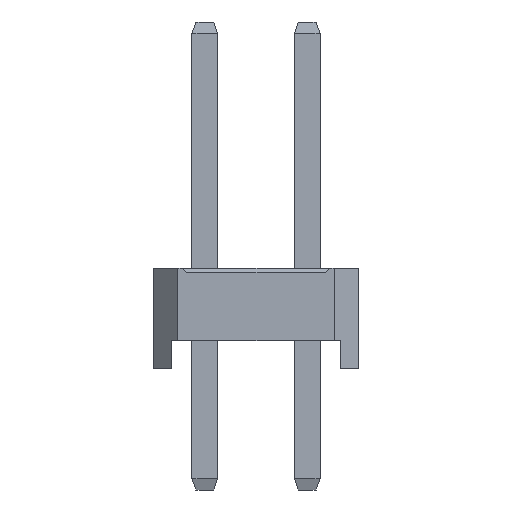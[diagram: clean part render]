
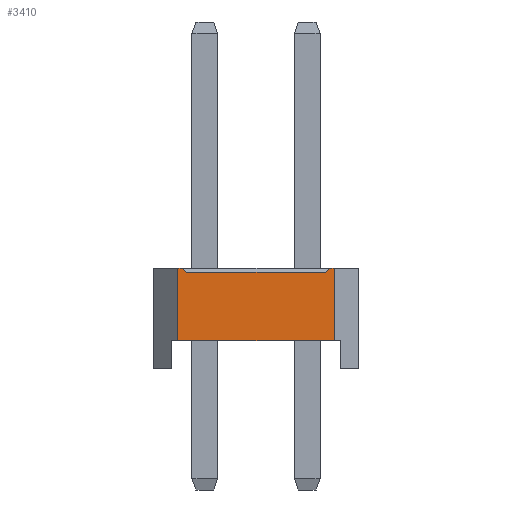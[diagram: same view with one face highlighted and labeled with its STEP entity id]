
A CAD part, left-side view. The second image highlights one B-rep face of the part: STEP entity #3410.
In plain terms, the highlighted planar face has unit normal (-1, 0, 0).
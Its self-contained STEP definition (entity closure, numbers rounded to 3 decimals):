
#3410=ADVANCED_FACE('',(#13981),#13983,.T.);
#13981=FACE_BOUND('',#13982,.T.);
#13982=EDGE_LOOP('',(#22251,#22252,#22253,#22254,#22255,#22256,#22257,#22258));
#13983=PLANE('',#13984);
#13984=AXIS2_PLACEMENT_3D('',#13985,#13986,#13987);
#13985=CARTESIAN_POINT('',(-1.27,3.21,0.));
#13986=DIRECTION('',(-1.,0.,0.));
#13987=DIRECTION('',(0.,-1.,0.));
#22251=ORIENTED_EDGE('',*,*,#27400,.F.);
#22252=ORIENTED_EDGE('',*,*,#27401,.T.);
#22253=ORIENTED_EDGE('',*,*,#27402,.F.);
#22254=ORIENTED_EDGE('',*,*,#26291,.F.);
#22255=ORIENTED_EDGE('',*,*,#27403,.F.);
#22256=ORIENTED_EDGE('',*,*,#25882,.T.);
#22257=ORIENTED_EDGE('',*,*,#27399,.T.);
#22258=ORIENTED_EDGE('',*,*,#26295,.F.);
#25882=EDGE_CURVE('',#28832,#28830,#28833,.T.);
#26291=EDGE_CURVE('',#29648,#29650,#29651,.T.);
#26295=EDGE_CURVE('',#29656,#29658,#29659,.T.);
#27399=EDGE_CURVE('',#28830,#29658,#31493,.T.);
#27400=EDGE_CURVE('',#31494,#29656,#31495,.F.);
#27401=EDGE_CURVE('',#31494,#31496,#31497,.T.);
#27402=EDGE_CURVE('',#29650,#31496,#31498,.F.);
#27403=EDGE_CURVE('',#28832,#29648,#31499,.T.);
#28830=VERTEX_POINT('',#33616);
#28832=VERTEX_POINT('',#33620);
#28833=LINE('',#33621,#33622);
#29648=VERTEX_POINT('',#35252);
#29650=VERTEX_POINT('',#35256);
#29651=LINE('',#35257,#35258);
#29656=VERTEX_POINT('',#35268);
#29658=VERTEX_POINT('',#35272);
#29659=LINE('',#35273,#35274);
#31493=LINE('',#39315,#39316);
#31494=VERTEX_POINT('',#39318);
#31495=LINE('',#39319,#39320);
#31496=VERTEX_POINT('',#39322);
#31497=LINE('',#39323,#39324);
#31498=LINE('',#39326,#39327);
#31499=LINE('',#39329,#39330);
#33616=CARTESIAN_POINT('',(-1.27,-0.67,0.7));
#33620=CARTESIAN_POINT('',(-1.27,3.21,0.7));
#33621=CARTESIAN_POINT('',(-1.27,3.21,0.7));
#33622=VECTOR('',#33623,1.);
#33623=DIRECTION('',(0.,-1.,0.));
#35252=CARTESIAN_POINT('',(-1.27,3.21,2.5));
#35256=CARTESIAN_POINT('',(-1.27,3.09,2.5));
#35257=CARTESIAN_POINT('',(-1.27,3.21,2.5));
#35258=VECTOR('',#35259,1.);
#35259=DIRECTION('',(0.,-1.,0.));
#35268=CARTESIAN_POINT('',(-1.27,-0.55,2.5));
#35272=CARTESIAN_POINT('',(-1.27,-0.67,2.5));
#35273=CARTESIAN_POINT('',(-1.27,-0.55,2.5));
#35274=VECTOR('',#35275,1.);
#35275=DIRECTION('',(0.,-1.,0.));
#39315=CARTESIAN_POINT('',(-1.27,-0.67,0.7));
#39316=VECTOR('',#39317,1.);
#39317=DIRECTION('',(0.,0.,1.));
#39318=CARTESIAN_POINT('',(-1.27,-0.45,2.4));
#39319=CARTESIAN_POINT('',(-1.27,-0.55,2.5));
#39320=VECTOR('',#39321,1.);
#39321=DIRECTION('',(0.,0.707,-0.707));
#39322=CARTESIAN_POINT('',(-1.27,2.99,2.4));
#39323=CARTESIAN_POINT('',(-1.27,-0.45,2.4));
#39324=VECTOR('',#39325,1.);
#39325=DIRECTION('',(0.,1.,0.));
#39326=CARTESIAN_POINT('',(-1.27,2.99,2.4));
#39327=VECTOR('',#39328,1.);
#39328=DIRECTION('',(0.,0.707,0.707));
#39329=CARTESIAN_POINT('',(-1.27,3.21,0.7));
#39330=VECTOR('',#39331,1.);
#39331=DIRECTION('',(0.,0.,1.));
